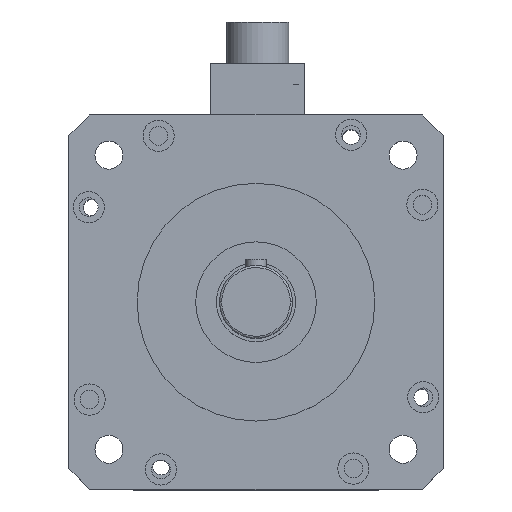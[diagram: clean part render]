
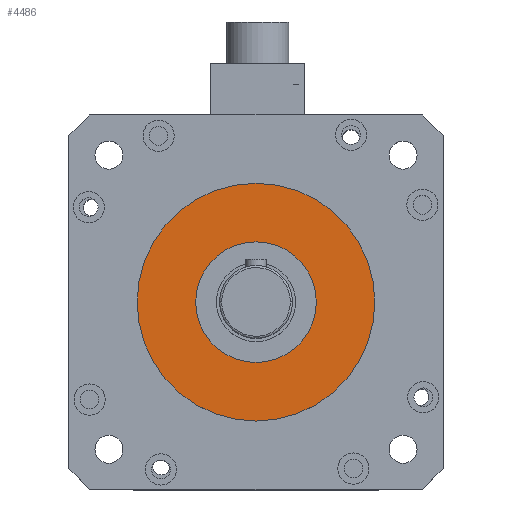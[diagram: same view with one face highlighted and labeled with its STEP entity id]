
A CAD part, top view. The second image highlights one B-rep face of the part: STEP entity #4486.
In plain terms, the highlighted planar face has unit normal (0, 0, 1).
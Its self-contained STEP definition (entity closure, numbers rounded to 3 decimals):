
#28 = PLANE ( 'NONE',  #11668 ) ;
#515 = AXIS2_PLACEMENT_3D ( 'NONE', #3042, #6843, #10646 ) ;
#746 = CARTESIAN_POINT ( 'NONE',  ( 57.15, 0., 172.2 ) ) ;
#906 = CARTESIAN_POINT ( 'NONE',  ( -57.15, 0., 172.2 ) ) ;
#1552 = ORIENTED_EDGE ( 'NONE', *, *, #3594, .F. ) ;
#1713 = CIRCLE ( 'NONE', #4492, 29. ) ;
#1918 = CIRCLE ( 'NONE', #515, 57.15 ) ;
#1960 = ORIENTED_EDGE ( 'NONE', *, *, #4659, .F. ) ;
#1961 = FACE_OUTER_BOUND ( 'NONE', #10465, .T. ) ;
#2441 = DIRECTION ( 'NONE',  ( 1., 0., 0. ) ) ;
#2514 = DIRECTION ( 'NONE',  ( 1., 0., 0. ) ) ;
#3042 = CARTESIAN_POINT ( 'NONE',  ( 0., 0., 172.2 ) ) ;
#3075 = CARTESIAN_POINT ( 'NONE',  ( -29., 0., 172.2 ) ) ;
#3515 = DIRECTION ( 'NONE',  ( 0., 0., 1. ) ) ;
#3594 = EDGE_CURVE ( 'NONE', #4380, #6583, #1918, .T. ) ;
#3833 = DIRECTION ( 'NONE',  ( 1., 0., 0. ) ) ;
#4061 = CARTESIAN_POINT ( 'NONE',  ( 0., 0., 172.2 ) ) ;
#4187 = EDGE_CURVE ( 'NONE', #7679, #10285, #1713, .T. ) ;
#4372 = ORIENTED_EDGE ( 'NONE', *, *, #9323, .F. ) ;
#4374 = DIRECTION ( 'NONE',  ( 0., 0., 1. ) ) ;
#4380 = VERTEX_POINT ( 'NONE', #906 ) ;
#4486 = ADVANCED_FACE ( 'NONE', ( #1961, #4832 ), #28, .T. ) ;
#4492 = AXIS2_PLACEMENT_3D ( 'NONE', #10131, #3515, #2514 ) ;
#4659 = EDGE_CURVE ( 'NONE', #10285, #7679, #8091, .T. ) ;
#4832 = FACE_BOUND ( 'NONE', #6685, .T. ) ;
#5559 = ORIENTED_EDGE ( 'NONE', *, *, #4187, .F. ) ;
#5659 = AXIS2_PLACEMENT_3D ( 'NONE', #4061, #9856, #7862 ) ;
#6583 = VERTEX_POINT ( 'NONE', #746 ) ;
#6685 = EDGE_LOOP ( 'NONE', ( #1960, #5559 ) ) ;
#6843 = DIRECTION ( 'NONE',  ( 0., 0., -1. ) ) ;
#7679 = VERTEX_POINT ( 'NONE', #3075 ) ;
#7862 = DIRECTION ( 'NONE',  ( -1., 0., 0. ) ) ;
#8091 = CIRCLE ( 'NONE', #11278, 29. ) ;
#8643 = DIRECTION ( 'NONE',  ( 0., 0., 1. ) ) ;
#9323 = EDGE_CURVE ( 'NONE', #6583, #4380, #11028, .T. ) ;
#9856 = DIRECTION ( 'NONE',  ( 0., 0., -1. ) ) ;
#10131 = CARTESIAN_POINT ( 'NONE',  ( 0., 0., 172.2 ) ) ;
#10285 = VERTEX_POINT ( 'NONE', #11877 ) ;
#10465 = EDGE_LOOP ( 'NONE', ( #1552, #4372 ) ) ;
#10646 = DIRECTION ( 'NONE',  ( -1., 0., 0. ) ) ;
#11028 = CIRCLE ( 'NONE', #5659, 57.15 ) ;
#11108 = CARTESIAN_POINT ( 'NONE',  ( 0., 0., 172.2 ) ) ;
#11278 = AXIS2_PLACEMENT_3D ( 'NONE', #11108, #4374, #2441 ) ;
#11551 = CARTESIAN_POINT ( 'NONE',  ( 57.15, 0., 172.2 ) ) ;
#11668 = AXIS2_PLACEMENT_3D ( 'NONE', #11551, #8643, #3833 ) ;
#11877 = CARTESIAN_POINT ( 'NONE',  ( 29., 0., 172.2 ) ) ;
